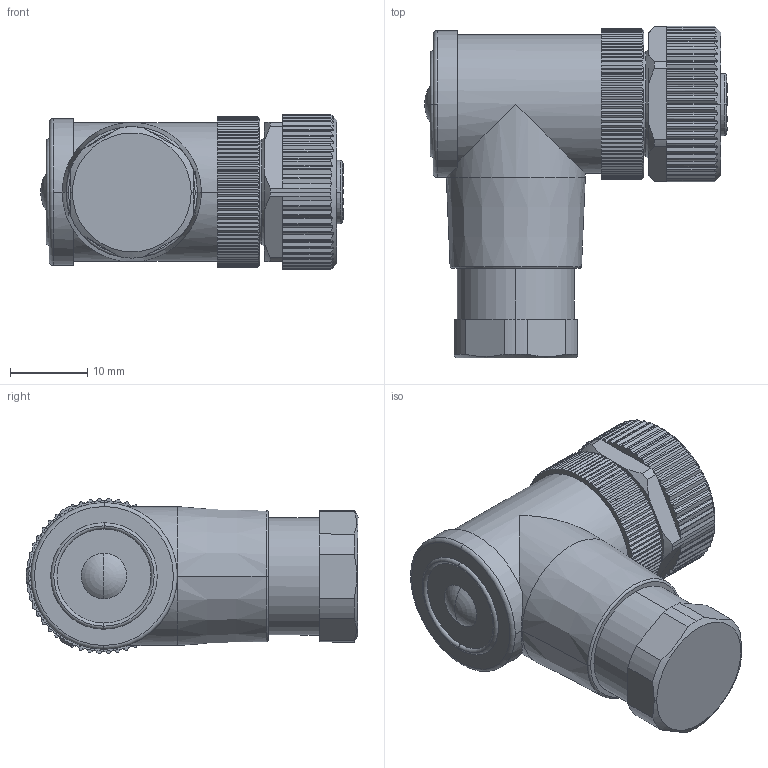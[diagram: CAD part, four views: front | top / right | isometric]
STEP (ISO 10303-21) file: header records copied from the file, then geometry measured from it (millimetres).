
FILE_DESCRIPTION(('SolidDesigner STEP Export'),'2;1');
FILE_NAME('1404423.stp','2012-09-27T12:12:38',(''),(''),'CoCreate Modeling STEP processor for AP214 (Solid Model)','CoCreate Modeling 16.00E 25-Sep-2009 (C) Parametric Technology GmbH','');
FILE_SCHEMA(('AUTOMOTIVE_DESIGN { 1 0 10303 214 1 1 1 1 }'));
Length unit declared in the file: millimetre
Products named in the file (2): 1404423
Assembly tree (1 placements, depth 2):
  1404423
    1404423
Bounding box: 39.2 x 43.01 x 20.17 mm (x, y, z)
Volume: 15250.5 mm3; surface area: 5431.1 mm2
Topology: 1 solids, 1 shells, 1295 faces, 3745 edges, 2488 vertices
Faces by surface type: plane 975, cylinder 260, cone 42, torus 14, sphere 4
Entity records: 56646 total; most frequent: CARTESIAN_POINT 13090, ORIENTED_EDGE 7478, DIRECTION 6087, EDGE_CURVE 3739, VECTOR 2755, LINE 2755, VERTEX_POINT 2488, AXIS2_PLACEMENT_3D 1666
